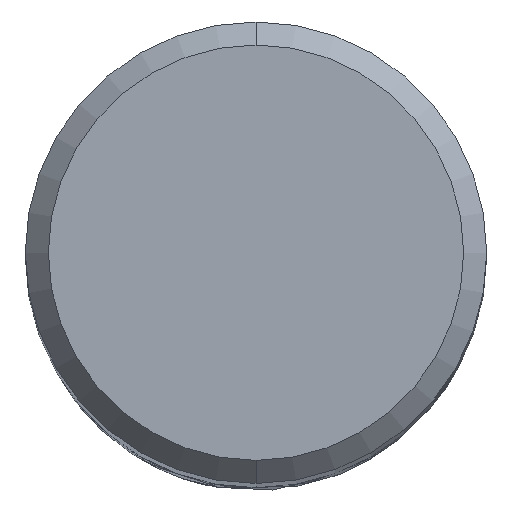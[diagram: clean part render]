
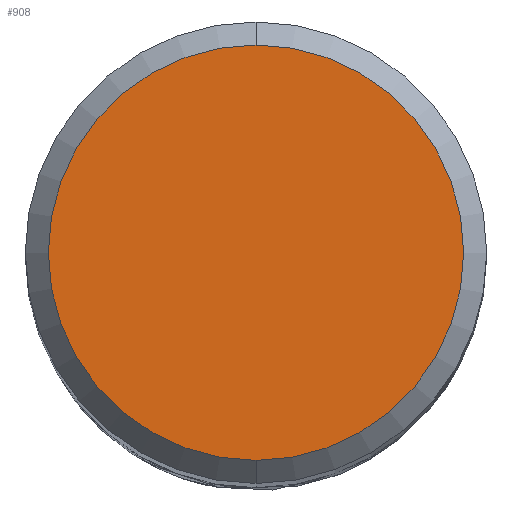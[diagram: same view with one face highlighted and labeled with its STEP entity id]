
A CAD part, top view. The second image highlights one B-rep face of the part: STEP entity #908.
In plain terms, the highlighted planar face has unit normal (0, 0, 1).
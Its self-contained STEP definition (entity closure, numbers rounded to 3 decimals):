
#366=EDGE_CURVE('',#408,#552,#999,.T.);
#408=VERTEX_POINT('',#1045);
#428=EDGE_CURVE('',#552,#408,#1065,.T.);
#552=VERTEX_POINT('',#1195);
#908=ADVANCED_FACE('',(#1590),#1591,.T.);
#999=CIRCLE('',#1806,4.5);
#1045=CARTESIAN_POINT('',(0.,-4.5,0.0));
#1065=CIRCLE('',#2280,4.5);
#1195=CARTESIAN_POINT('',(0.0,4.5,0.0));
#1590=FACE_OUTER_BOUND('',#9442,.T.);
#1591=PLANE('',#9443);
#1806=AXIS2_PLACEMENT_3D('',#9603,#9604,#9605);
#2280=AXIS2_PLACEMENT_3D('',#9659,#9660,#9661);
#9442=EDGE_LOOP('',(#10207,#10208));
#9443=AXIS2_PLACEMENT_3D('',#10209,#10210,#10211);
#9603=CARTESIAN_POINT('',(0.0,0.0,0.0));
#9604=DIRECTION('',(0.0,0.0,-1.0));
#9605=DIRECTION('',(0.0,1.0,0.0));
#9659=CARTESIAN_POINT('',(0.0,0.0,0.0));
#9660=DIRECTION('',(0.0,0.0,-1.0));
#9661=DIRECTION('',(0.0,1.0,0.0));
#10207=ORIENTED_EDGE('',*,*,#428,.F.);
#10208=ORIENTED_EDGE('',*,*,#366,.F.);
#10209=CARTESIAN_POINT('',(0.0,2.25,0.0));
#10210=DIRECTION('',(-0.0,0.0,1.0));
#10211=DIRECTION('',(0.0,-1.0,0.0));
